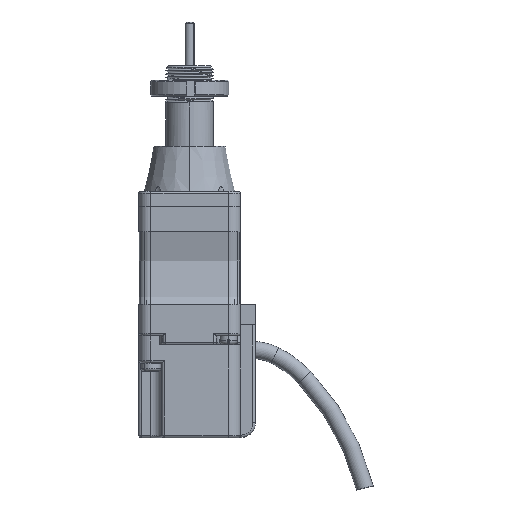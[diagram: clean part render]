
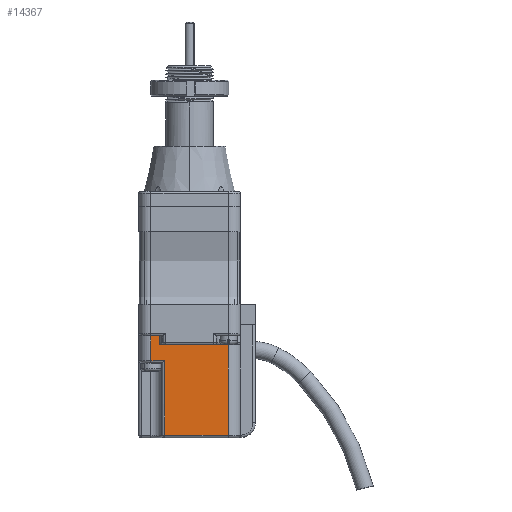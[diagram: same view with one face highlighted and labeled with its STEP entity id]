
A CAD part, left-side view. The second image highlights one B-rep face of the part: STEP entity #14367.
In plain terms, the highlighted face is planar.
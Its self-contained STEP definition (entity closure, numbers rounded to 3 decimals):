
#260 = VECTOR ( 'NONE', #24833, 1000. ) ;
#643 = VECTOR ( 'NONE', #15692, 1000. ) ;
#1205 = EDGE_CURVE ( 'NONE', #27521, #3051, #8842, .T. ) ;
#1344 = ORIENTED_EDGE ( 'NONE', *, *, #9130, .F. ) ;
#1564 = ORIENTED_EDGE ( 'NONE', *, *, #27918, .T. ) ;
#1627 = CARTESIAN_POINT ( 'NONE',  ( -7.7, 10.1, 1.8 ) ) ;
#2421 = VERTEX_POINT ( 'NONE', #10263 ) ;
#2511 = DIRECTION ( 'NONE',  ( 0., 0., -1. ) ) ;
#2986 = DIRECTION ( 'NONE',  ( 0., 0., -1. ) ) ;
#3051 = VERTEX_POINT ( 'NONE', #9113 ) ;
#5586 = DIRECTION ( 'NONE',  ( 0., -1., 0. ) ) ;
#6297 = CARTESIAN_POINT ( 'NONE',  ( -5.9, 10.1, 20.25 ) ) ;
#6480 = CARTESIAN_POINT ( 'NONE',  ( -5.9, 10.1, 1.8 ) ) ;
#7901 = DIRECTION ( 'NONE',  ( 0., 0., -1. ) ) ;
#8842 = LINE ( 'NONE', #1627, #260 ) ;
#8954 = ORIENTED_EDGE ( 'NONE', *, *, #28668, .T. ) ;
#9113 = CARTESIAN_POINT ( 'NONE',  ( 7.7, 10.1, 1.8 ) ) ;
#9130 = EDGE_CURVE ( 'NONE', #24447, #28081, #23716, .T. ) ;
#9613 = VECTOR ( 'NONE', #13219, 1000. ) ;
#9929 = EDGE_LOOP ( 'NONE', ( #11199, #18355, #8954, #23484, #21280, #24126, #1344, #1564 ) ) ;
#10263 = CARTESIAN_POINT ( 'NONE',  ( -5., 10.1, 4.9 ) ) ;
#10349 = CARTESIAN_POINT ( 'NONE',  ( -7.7, 10.1, 20.25 ) ) ;
#10898 = CARTESIAN_POINT ( 'NONE',  ( -7.7, 10.1, 0. ) ) ;
#11199 = ORIENTED_EDGE ( 'NONE', *, *, #24140, .T. ) ;
#11647 = FACE_OUTER_BOUND ( 'NONE', #9929, .T. ) ;
#12437 = DIRECTION ( 'NONE',  ( 0., 0., 1. ) ) ;
#12562 = VECTOR ( 'NONE', #12437, 1000. ) ;
#12612 = LINE ( 'NONE', #21982, #26261 ) ;
#13064 = LINE ( 'NONE', #26694, #12562 ) ;
#13219 = DIRECTION ( 'NONE',  ( 0., 0., -1. ) ) ;
#14367 = ADVANCED_FACE ( 'NONE', ( #11647 ), #23471, .F. ) ;
#15386 = EDGE_CURVE ( 'NONE', #15578, #17884, #12612, .T. ) ;
#15514 = LINE ( 'NONE', #6297, #9613 ) ;
#15578 = VERTEX_POINT ( 'NONE', #18134 ) ;
#15692 = DIRECTION ( 'NONE',  ( 1., 0., 0. ) ) ;
#17547 = LINE ( 'NONE', #24449, #643 ) ;
#17884 = VERTEX_POINT ( 'NONE', #26254 ) ;
#18134 = CARTESIAN_POINT ( 'NONE',  ( -5., 10.1, 19.75 ) ) ;
#18355 = ORIENTED_EDGE ( 'NONE', *, *, #15386, .T. ) ;
#19440 = CARTESIAN_POINT ( 'NONE',  ( -7.7, 10.1, 20.25 ) ) ;
#19726 = CARTESIAN_POINT ( 'NONE',  ( 7.7, 10.1, 20.25 ) ) ;
#19741 = VECTOR ( 'NONE', #2511, 1000. ) ;
#20170 = CARTESIAN_POINT ( 'NONE',  ( -5.9, 10.1, 0. ) ) ;
#20600 = LINE ( 'NONE', #10898, #25831 ) ;
#20873 = CARTESIAN_POINT ( 'NONE',  ( -7.7, 10.1, 4.9 ) ) ;
#21280 = ORIENTED_EDGE ( 'NONE', *, *, #24192, .T. ) ;
#21982 = CARTESIAN_POINT ( 'NONE',  ( -7.7, 10.1, 19.75 ) ) ;
#22259 = DIRECTION ( 'NONE',  ( 1., 0., 0. ) ) ;
#22725 = DIRECTION ( 'NONE',  ( -1., 0., 0. ) ) ;
#23471 = PLANE ( 'NONE',  #24263 ) ;
#23484 = ORIENTED_EDGE ( 'NONE', *, *, #1205, .F. ) ;
#23716 = LINE ( 'NONE', #19440, #19741 ) ;
#24126 = ORIENTED_EDGE ( 'NONE', *, *, #24992, .T. ) ;
#24140 = EDGE_CURVE ( 'NONE', #2421, #15578, #13064, .T. ) ;
#24192 = EDGE_CURVE ( 'NONE', #27521, #26133, #15514, .T. ) ;
#24263 = AXIS2_PLACEMENT_3D ( 'NONE', #10349, #5586, #7901 ) ;
#24447 = VERTEX_POINT ( 'NONE', #20873 ) ;
#24449 = CARTESIAN_POINT ( 'NONE',  ( -7.7, 10.1, 4.9 ) ) ;
#24833 = DIRECTION ( 'NONE',  ( 1., 0., 0. ) ) ;
#24992 = EDGE_CURVE ( 'NONE', #26133, #28081, #20600, .T. ) ;
#25348 = CARTESIAN_POINT ( 'NONE',  ( -7.7, 10.1, 0. ) ) ;
#25831 = VECTOR ( 'NONE', #22725, 1000. ) ;
#26133 = VERTEX_POINT ( 'NONE', #20170 ) ;
#26254 = CARTESIAN_POINT ( 'NONE',  ( 7.7, 10.1, 19.75 ) ) ;
#26261 = VECTOR ( 'NONE', #22259, 1000. ) ;
#26672 = VECTOR ( 'NONE', #2986, 1000. ) ;
#26694 = CARTESIAN_POINT ( 'NONE',  ( -5., 10.1, 20.25 ) ) ;
#27521 = VERTEX_POINT ( 'NONE', #6480 ) ;
#27918 = EDGE_CURVE ( 'NONE', #24447, #2421, #17547, .T. ) ;
#28081 = VERTEX_POINT ( 'NONE', #25348 ) ;
#28668 = EDGE_CURVE ( 'NONE', #17884, #3051, #28907, .T. ) ;
#28907 = LINE ( 'NONE', #19726, #26672 ) ;
